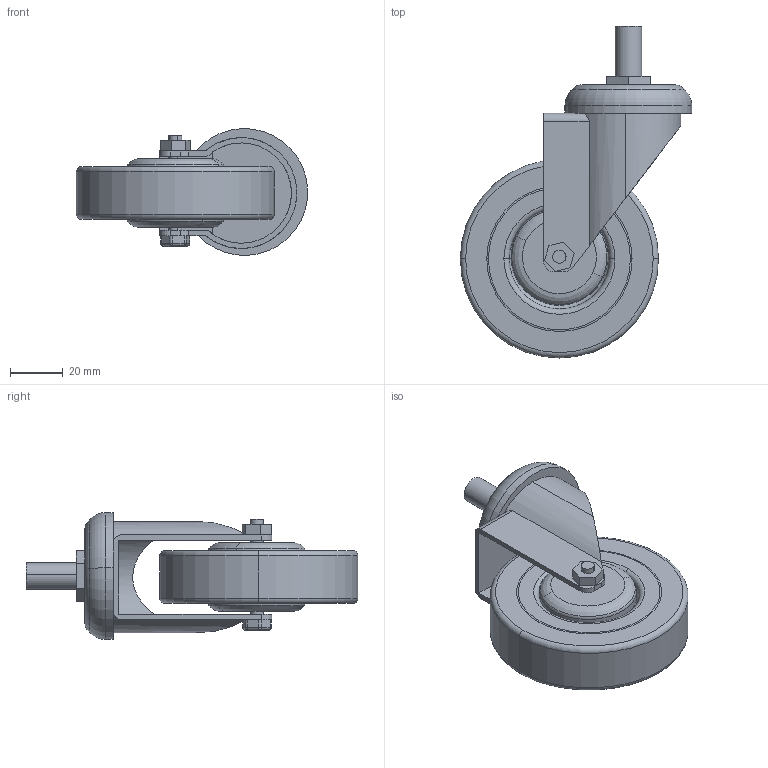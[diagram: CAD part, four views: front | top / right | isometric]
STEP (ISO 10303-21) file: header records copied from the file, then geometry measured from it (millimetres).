
FILE_DESCRIPTION (( 'STEP AP203' ), '1' );
FILE_NAME ('AL-SCtk93.STEP', '2024-11-06T12:57:02', ( '' ), ( '' ), 'SwSTEP 2.0', 'SolidWorks 2021', '' );
FILE_SCHEMA (( 'CONFIG_CONTROL_DESIGN' ));
Length unit declared in the file: millimetre
Products named in the file (9): _____.STEP; _______.STEP; AL-SCtk93; _________.STEP; AL-SCtk93.STEP; ______.STEP; ____.STEP; ______-1.STEP; ______-0.STEP
Assembly tree (9 placements, depth 3):
  AL-SCtk93
    AL-SCtk93.STEP
      ______.STEP
      _______.STEP
      ______-0.STEP  x2
      ____.STEP
      ______-1.STEP
      _____.STEP
      _________.STEP
Bounding box: 87.57 x 125.62 x 47.95 mm (x, y, z)
Volume: 101701.5 mm3; surface area: 42314.4 mm2
Topology: 9 solids, 9 shells, 170 faces, 377 edges, 228 vertices
Faces by surface type: cylinder 66, plane 57, torus 40, sphere 7
Entity records: 5278 total; most frequent: DIRECTION 841, CARTESIAN_POINT 766, ORIENTED_EDGE 672, AXIS2_PLACEMENT_3D 349, EDGE_CURVE 336, VERTEX_POINT 208, CIRCLE 183, EDGE_LOOP 176
